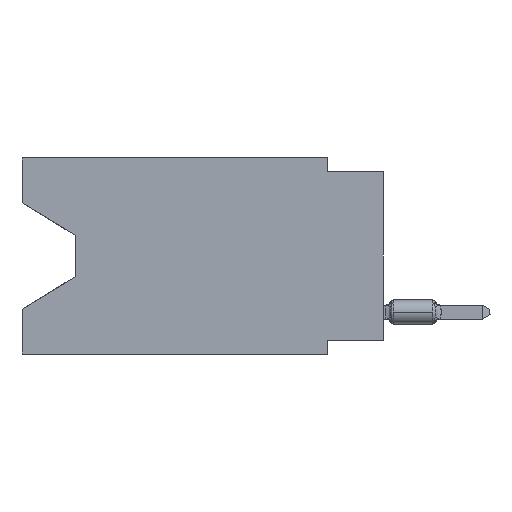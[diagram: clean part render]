
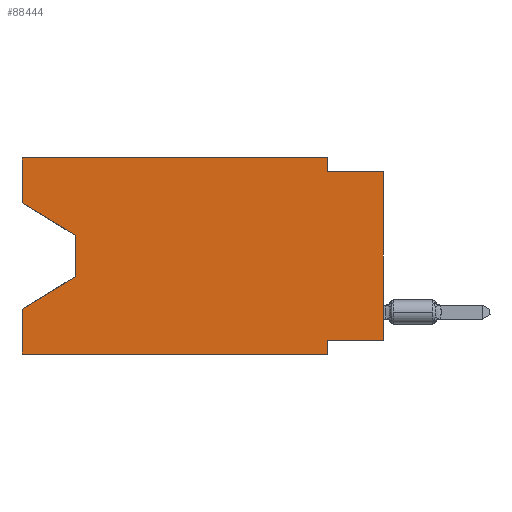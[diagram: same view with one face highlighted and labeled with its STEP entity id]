
A CAD part, left-side view. The second image highlights one B-rep face of the part: STEP entity #88444.
In plain terms, the highlighted planar face has unit normal (-1, 0, 0).
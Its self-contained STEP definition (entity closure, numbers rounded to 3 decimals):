
#867 = VECTOR ( 'NONE', #4340, 1000. ) ;
#2318 = CARTESIAN_POINT ( 'NONE',  ( 0., 16.383, -2.038 ) ) ;
#3629 = VECTOR ( 'NONE', #13114, 1000. ) ;
#4034 = VECTOR ( 'NONE', #31105, 1000. ) ;
#4340 = DIRECTION ( 'NONE',  ( 0., -1., 0. ) ) ;
#5252 = FACE_OUTER_BOUND ( 'NONE', #51877, .T. ) ;
#5451 = DIRECTION ( 'NONE',  ( 0., 1., 0. ) ) ;
#6597 = EDGE_CURVE ( 'NONE', #49985, #35077, #36693, .T. ) ;
#8262 = CARTESIAN_POINT ( 'NONE',  ( 0., 0., -0.635 ) ) ;
#8298 = DIRECTION ( 'NONE',  ( 0., 0., 1. ) ) ;
#8341 = ORIENTED_EDGE ( 'NONE', *, *, #55210, .T. ) ;
#9384 = VECTOR ( 'NONE', #5451, 1000. ) ;
#10051 = EDGE_CURVE ( 'NONE', #45142, #56045, #54192, .T. ) ;
#12602 = EDGE_CURVE ( 'NONE', #16702, #17339, #20407, .T. ) ;
#12693 = PLANE ( 'NONE',  #74364 ) ;
#12860 = ORIENTED_EDGE ( 'NONE', *, *, #10051, .F. ) ;
#13114 = DIRECTION ( 'NONE',  ( 0., 0., 1. ) ) ;
#16120 = ORIENTED_EDGE ( 'NONE', *, *, #79126, .T. ) ;
#16702 = VERTEX_POINT ( 'NONE', #93518 ) ;
#16971 = CARTESIAN_POINT ( 'NONE',  ( 0., 16.383, 0. ) ) ;
#17339 = VERTEX_POINT ( 'NONE', #68465 ) ;
#17549 = CARTESIAN_POINT ( 'NONE',  ( 0., 13.97, -5.385 ) ) ;
#20160 = DIRECTION ( 'NONE',  ( 1., 0., 0. ) ) ;
#20407 = LINE ( 'NONE', #80943, #69716 ) ;
#22481 = CARTESIAN_POINT ( 'NONE',  ( 0., 2.54, -0.635 ) ) ;
#23508 = CARTESIAN_POINT ( 'NONE',  ( 0., 2.54, -8.255 ) ) ;
#23662 = LINE ( 'NONE', #38531, #4034 ) ;
#23671 = VERTEX_POINT ( 'NONE', #2318 ) ;
#24608 = LINE ( 'NONE', #70756, #63918 ) ;
#26833 = EDGE_CURVE ( 'NONE', #23671, #55528, #90709, .T. ) ;
#27038 = LINE ( 'NONE', #41941, #3629 ) ;
#27548 = VERTEX_POINT ( 'NONE', #22481 ) ;
#28136 = CARTESIAN_POINT ( 'NONE',  ( 0., 16.383, 0. ) ) ;
#29828 = ORIENTED_EDGE ( 'NONE', *, *, #48886, .T. ) ;
#31105 = DIRECTION ( 'NONE',  ( 0., 0., -1. ) ) ;
#31589 = CARTESIAN_POINT ( 'NONE',  ( 0., 16.383, -8.89 ) ) ;
#32763 = VECTOR ( 'NONE', #47346, 1000. ) ;
#33445 = ORIENTED_EDGE ( 'NONE', *, *, #81584, .F. ) ;
#33803 = DIRECTION ( 'NONE',  ( 0., 0., 1. ) ) ;
#35077 = VERTEX_POINT ( 'NONE', #23508 ) ;
#35738 = EDGE_CURVE ( 'NONE', #23671, #16702, #88324, .T. ) ;
#36693 = LINE ( 'NONE', #73943, #9384 ) ;
#38531 = CARTESIAN_POINT ( 'NONE',  ( 0., 2.54, 0. ) ) ;
#41941 = CARTESIAN_POINT ( 'NONE',  ( 0., 0., 0. ) ) ;
#44917 = VERTEX_POINT ( 'NONE', #79976 ) ;
#45118 = ORIENTED_EDGE ( 'NONE', *, *, #6597, .F. ) ;
#45142 = VERTEX_POINT ( 'NONE', #31589 ) ;
#45170 = EDGE_CURVE ( 'NONE', #78227, #27548, #23662, .T. ) ;
#47346 = DIRECTION ( 'NONE',  ( 0., 0.855, -0.519 ) ) ;
#48317 = LINE ( 'NONE', #17549, #32763 ) ;
#48886 = EDGE_CURVE ( 'NONE', #49985, #44917, #27038, .T. ) ;
#49859 = VERTEX_POINT ( 'NONE', #98107 ) ;
#49985 = VERTEX_POINT ( 'NONE', #94073 ) ;
#50148 = ORIENTED_EDGE ( 'NONE', *, *, #26833, .F. ) ;
#50418 = CARTESIAN_POINT ( 'NONE',  ( 0., 16.383, 0. ) ) ;
#50660 = DIRECTION ( 'NONE',  ( 0., 0., -1. ) ) ;
#51877 = EDGE_LOOP ( 'NONE', ( #64795, #67948, #8341, #12860, #16120, #69303, #45118, #29828, #84529, #63159, #33445, #50148 ) ) ;
#52889 = VECTOR ( 'NONE', #8298, 1000. ) ;
#52987 = CARTESIAN_POINT ( 'NONE',  ( 0., 16.383, 0. ) ) ;
#54192 = LINE ( 'NONE', #16971, #78075 ) ;
#54880 = DIRECTION ( 'NONE',  ( 0., -1., 0. ) ) ;
#55210 = EDGE_CURVE ( 'NONE', #17339, #56045, #48317, .T. ) ;
#55528 = VERTEX_POINT ( 'NONE', #79447 ) ;
#56045 = VERTEX_POINT ( 'NONE', #74684 ) ;
#63159 = ORIENTED_EDGE ( 'NONE', *, *, #45170, .F. ) ;
#63904 = LINE ( 'NONE', #28136, #867 ) ;
#63918 = VECTOR ( 'NONE', #54880, 1000. ) ;
#64795 = ORIENTED_EDGE ( 'NONE', *, *, #35738, .T. ) ;
#64861 = CARTESIAN_POINT ( 'NONE',  ( 0., 2.54, -8.89 ) ) ;
#64994 = DIRECTION ( 'NONE',  ( 0., -0.855, -0.519 ) ) ;
#67361 = DIRECTION ( 'NONE',  ( 0., -1., 0. ) ) ;
#67646 = EDGE_CURVE ( 'NONE', #27548, #44917, #76272, .T. ) ;
#67948 = ORIENTED_EDGE ( 'NONE', *, *, #12602, .T. ) ;
#68465 = CARTESIAN_POINT ( 'NONE',  ( 0., 13.97, -5.385 ) ) ;
#68866 = VECTOR ( 'NONE', #67361, 1000. ) ;
#69303 = ORIENTED_EDGE ( 'NONE', *, *, #80453, .F. ) ;
#69716 = VECTOR ( 'NONE', #50660, 1000. ) ;
#70756 = CARTESIAN_POINT ( 'NONE',  ( 0., 16.383, -8.89 ) ) ;
#73943 = CARTESIAN_POINT ( 'NONE',  ( 0., 0., -8.255 ) ) ;
#74364 = AXIS2_PLACEMENT_3D ( 'NONE', #50418, #20160, #80708 ) ;
#74684 = CARTESIAN_POINT ( 'NONE',  ( 0., 16.383, -6.852 ) ) ;
#76272 = LINE ( 'NONE', #8262, #68866 ) ;
#78075 = VECTOR ( 'NONE', #33803, 1000. ) ;
#78227 = VERTEX_POINT ( 'NONE', #90864 ) ;
#79126 = EDGE_CURVE ( 'NONE', #45142, #49859, #24608, .T. ) ;
#79447 = CARTESIAN_POINT ( 'NONE',  ( 0., 16.383, 0. ) ) ;
#79976 = CARTESIAN_POINT ( 'NONE',  ( 0., 0., -0.635 ) ) ;
#80453 = EDGE_CURVE ( 'NONE', #35077, #49859, #94141, .T. ) ;
#80708 = DIRECTION ( 'NONE',  ( 0., 0., -1. ) ) ;
#80943 = CARTESIAN_POINT ( 'NONE',  ( 0., 13.97, -3.505 ) ) ;
#81584 = EDGE_CURVE ( 'NONE', #55528, #78227, #63904, .T. ) ;
#84529 = ORIENTED_EDGE ( 'NONE', *, *, #67646, .F. ) ;
#87869 = VECTOR ( 'NONE', #95119, 1000. ) ;
#88324 = LINE ( 'NONE', #89279, #91250 ) ;
#88444 = ADVANCED_FACE ( 'NONE', ( #5252 ), #12693, .F. ) ;
#89279 = CARTESIAN_POINT ( 'NONE',  ( 0., 16.383, -2.038 ) ) ;
#90709 = LINE ( 'NONE', #52987, #52889 ) ;
#90864 = CARTESIAN_POINT ( 'NONE',  ( 0., 2.54, 0. ) ) ;
#91250 = VECTOR ( 'NONE', #64994, 1000. ) ;
#93518 = CARTESIAN_POINT ( 'NONE',  ( 0., 13.97, -3.505 ) ) ;
#94073 = CARTESIAN_POINT ( 'NONE',  ( 0., 0., -8.255 ) ) ;
#94141 = LINE ( 'NONE', #64861, #87869 ) ;
#95119 = DIRECTION ( 'NONE',  ( 0., 0., -1. ) ) ;
#98107 = CARTESIAN_POINT ( 'NONE',  ( 0., 2.54, -8.89 ) ) ;
